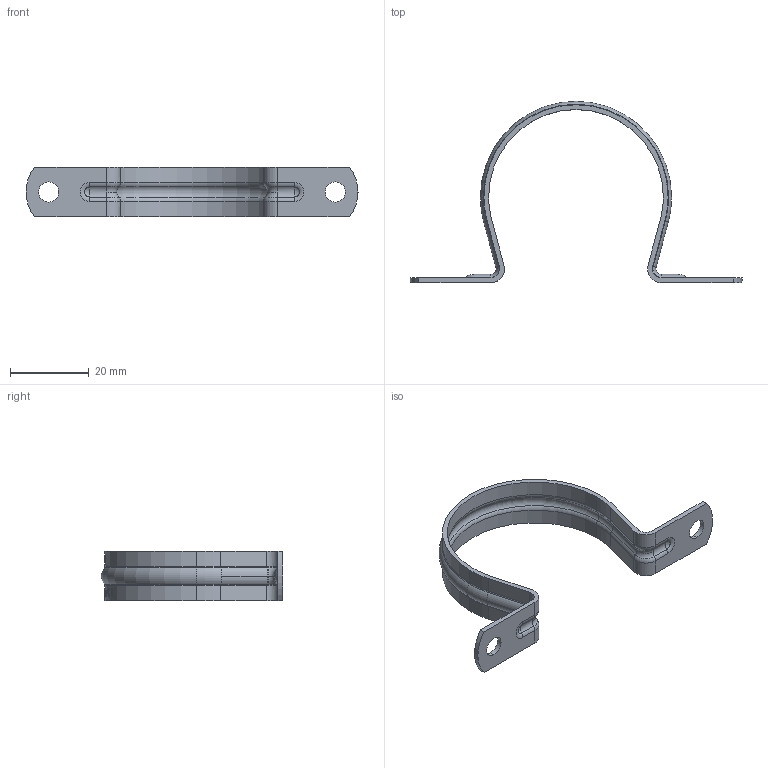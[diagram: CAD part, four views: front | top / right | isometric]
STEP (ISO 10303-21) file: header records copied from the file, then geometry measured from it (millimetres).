
FILE_DESCRIPTION (( 'STEP AP214' ), '1' );
FILE_NAME ('SP 2807Z1.STEP', '2019-07-12T19:20:51', ( '' ), ( '' ), 'SwSTEP 2.0', 'SolidWorks 2018', '' );
FILE_SCHEMA (( 'AUTOMOTIVE_DESIGN' ));
Length unit declared in the file: inch
Products named in the file (1): SP 2807Z1
Bounding box: 84.52 x 46.18 x 12.7 mm (x, y, z)
Volume: 2466.8 mm3; surface area: 4517.7 mm2
Topology: 1 solids, 1 shells, 306 faces, 770 edges, 486 vertices
Faces by surface type: bspline 106, cylinder 78, plane 72, torus 46, sphere 4
Entity records: 19083 total; most frequent: CARTESIAN_POINT 12346, ORIENTED_EDGE 1540, DIRECTION 1149, EDGE_CURVE 770, VERTEX_POINT 486, AXIS2_PLACEMENT_3D 443, EDGE_LOOP 330, ADVANCED_FACE 306
